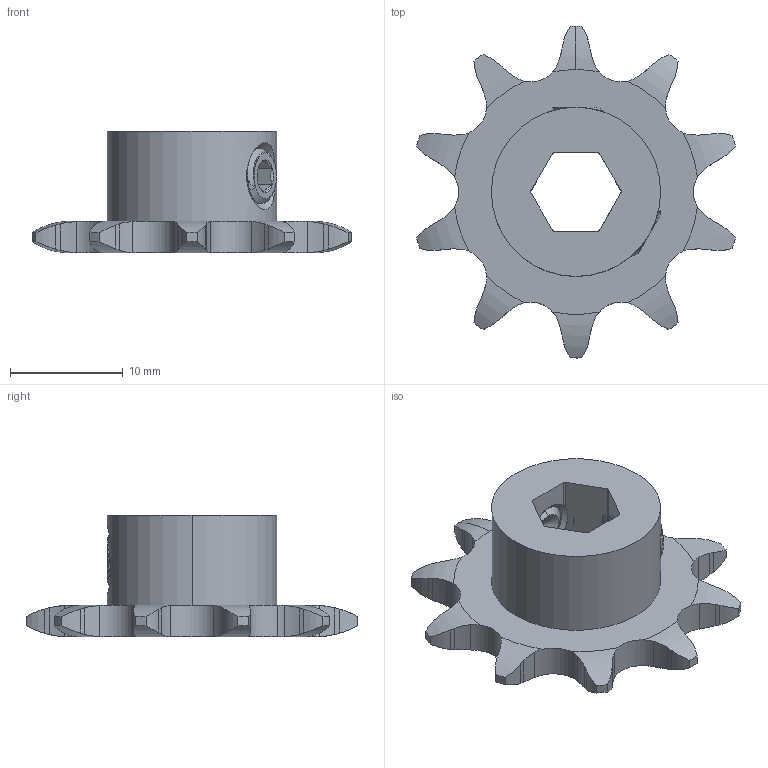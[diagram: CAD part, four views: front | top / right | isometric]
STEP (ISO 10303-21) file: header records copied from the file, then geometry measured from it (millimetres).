
FILE_DESCRIPTION (( 'STEP AP203' ), '1' );
FILE_NAME ('3307-4008-0010 assembly.STEP', '2019-12-03T21:09:57', ( '' ), ( '' ), 'SwSTEP 2.0', 'SolidWorks 2016', '' );
FILE_SCHEMA (( 'CONFIG_CONTROL_DESIGN' ));
Length unit declared in the file: millimetre
Products named in the file (3): 3307-4008-0010 assembly; 2806-0005-0004_91390A117; 3307-4008-0010_2302K82
Assembly tree (3 placements, depth 2):
  3307-4008-0010 assembly
    3307-4008-0010_2302K82
    2806-0005-0004_91390A117  x2
Bounding box: 28.27 x 29.42 x 10.8 mm (x, y, z)
Volume: 2154.7 mm3; surface area: 2103.8 mm2
Topology: 3 solids, 3 shells, 267 faces, 730 edges, 466 vertices
Faces by surface type: cylinder 135, plane 58, cone 36, torus 22, bspline 16
Entity records: 12964 total; most frequent: CARTESIAN_POINT 7478, ORIENTED_EDGE 1264, DIRECTION 874, EDGE_CURVE 632, VERTEX_POINT 413, AXIS2_PLACEMENT_3D 341, EDGE_LOOP 237, ADVANCED_FACE 227
